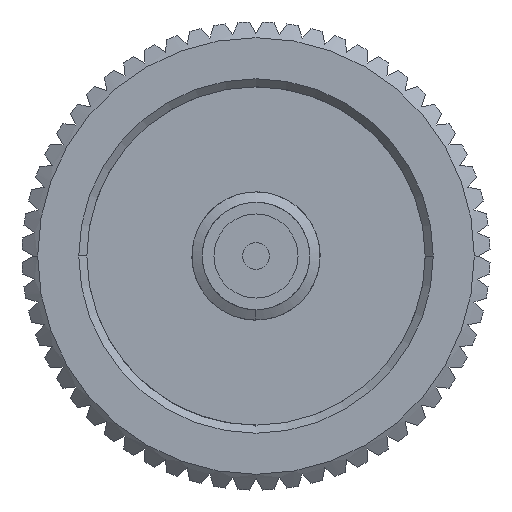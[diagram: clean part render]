
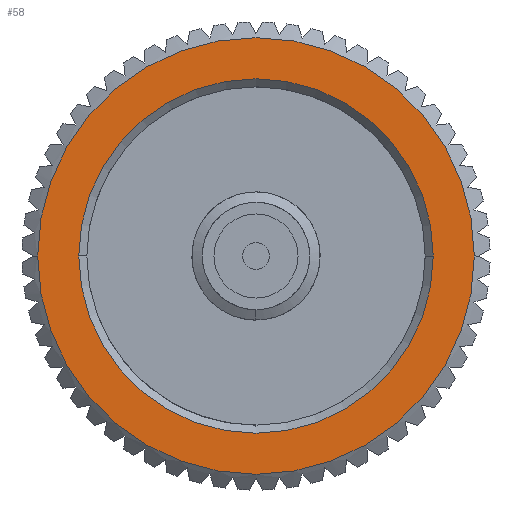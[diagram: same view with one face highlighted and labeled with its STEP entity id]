
A CAD part, left-side view. The second image highlights one B-rep face of the part: STEP entity #58.
In plain terms, the highlighted planar face has unit normal (-1, 0, 0).
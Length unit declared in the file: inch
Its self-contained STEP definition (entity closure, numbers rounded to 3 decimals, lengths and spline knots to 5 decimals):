
#58 = ADVANCED_FACE ( 'NONE', ( #9806, #4406 ), #8974, .F. ) ;
#346 = AXIS2_PLACEMENT_3D ( 'NONE', #5112, #5763, #8682 ) ;
#1647 = CARTESIAN_POINT ( 'NONE',  ( 0., 0., 0. ) ) ;
#1813 = VERTEX_POINT ( 'NONE', #2311 ) ;
#1947 = CIRCLE ( 'NONE', #346, 0.4065 ) ;
#2013 = CIRCLE ( 'NONE', #10977, 0.4065 ) ;
#2311 = CARTESIAN_POINT ( 'NONE',  ( 0., 0.4065, 0. ) ) ;
#2676 = CARTESIAN_POINT ( 'NONE',  ( 0., 0., 0. ) ) ;
#2683 = CIRCLE ( 'NONE', #4940, 0.33 ) ;
#2896 = CARTESIAN_POINT ( 'NONE',  ( 0., -0.4065, 0. ) ) ;
#3345 = EDGE_CURVE ( 'NONE', #5960, #4447, #3910, .T. ) ;
#3473 = CARTESIAN_POINT ( 'NONE',  ( 0., 0., 0. ) ) ;
#3527 = AXIS2_PLACEMENT_3D ( 'NONE', #2676, #10703, #4373 ) ;
#3650 = DIRECTION ( 'NONE',  ( 1., 0., 0. ) ) ;
#3910 = CIRCLE ( 'NONE', #3527, 0.33 ) ;
#4373 = DIRECTION ( 'NONE',  ( 0., -1., 0. ) ) ;
#4400 = ORIENTED_EDGE ( 'NONE', *, *, #4874, .T. ) ;
#4401 = CARTESIAN_POINT ( 'NONE',  ( 0., 0., 0. ) ) ;
#4406 = FACE_BOUND ( 'NONE', #10973, .T. ) ;
#4447 = VERTEX_POINT ( 'NONE', #11501 ) ;
#4637 = ORIENTED_EDGE ( 'NONE', *, *, #7499, .T. ) ;
#4874 = EDGE_CURVE ( 'NONE', #1813, #6295, #2013, .T. ) ;
#4940 = AXIS2_PLACEMENT_3D ( 'NONE', #4401, #5463, #8102 ) ;
#5112 = CARTESIAN_POINT ( 'NONE',  ( 0., 0., 0. ) ) ;
#5463 = DIRECTION ( 'NONE',  ( -1., 0., 0. ) ) ;
#5489 = CARTESIAN_POINT ( 'NONE',  ( 0., -0.33, 0. ) ) ;
#5763 = DIRECTION ( 'NONE',  ( -1., 0., 0. ) ) ;
#5960 = VERTEX_POINT ( 'NONE', #5489 ) ;
#6295 = VERTEX_POINT ( 'NONE', #2896 ) ;
#7499 = EDGE_CURVE ( 'NONE', #6295, #1813, #1947, .T. ) ;
#8093 = EDGE_LOOP ( 'NONE', ( #4400, #4637 ) ) ;
#8102 = DIRECTION ( 'NONE',  ( 0., -1., 0. ) ) ;
#8613 = DIRECTION ( 'NONE',  ( -1., 0., 0. ) ) ;
#8682 = DIRECTION ( 'NONE',  ( 0., -1., 0. ) ) ;
#8974 = PLANE ( 'NONE',  #9543 ) ;
#9543 = AXIS2_PLACEMENT_3D ( 'NONE', #3473, #3650, #11436 ) ;
#9806 = FACE_OUTER_BOUND ( 'NONE', #8093, .T. ) ;
#10234 = ORIENTED_EDGE ( 'NONE', *, *, #10759, .F. ) ;
#10607 = DIRECTION ( 'NONE',  ( 0., -1., 0. ) ) ;
#10703 = DIRECTION ( 'NONE',  ( -1., 0., 0. ) ) ;
#10759 = EDGE_CURVE ( 'NONE', #4447, #5960, #2683, .T. ) ;
#10973 = EDGE_LOOP ( 'NONE', ( #11029, #10234 ) ) ;
#10977 = AXIS2_PLACEMENT_3D ( 'NONE', #1647, #8613, #10607 ) ;
#11029 = ORIENTED_EDGE ( 'NONE', *, *, #3345, .F. ) ;
#11436 = DIRECTION ( 'NONE',  ( 0., 1., 0. ) ) ;
#11501 = CARTESIAN_POINT ( 'NONE',  ( 0., 0.33, 0. ) ) ;
